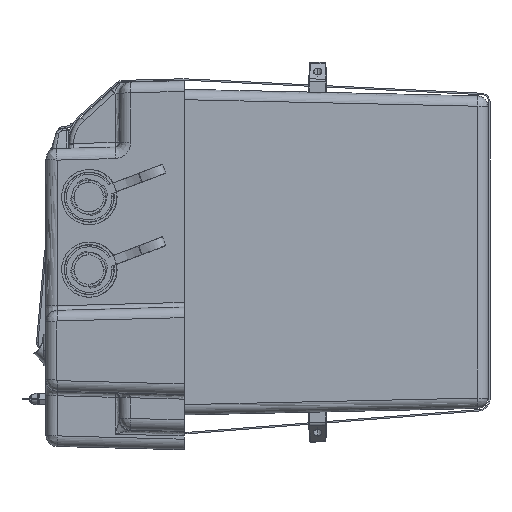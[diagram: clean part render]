
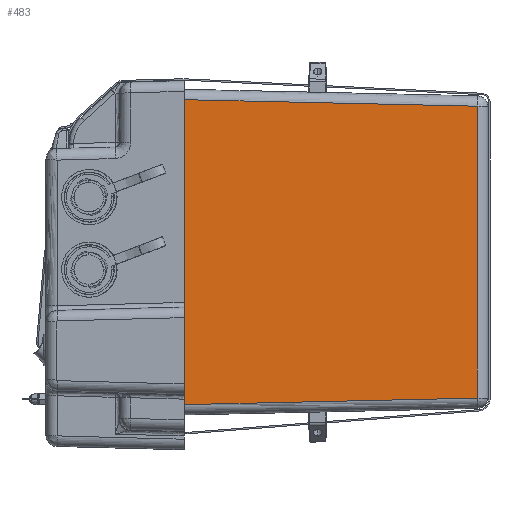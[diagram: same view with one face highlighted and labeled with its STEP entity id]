
A CAD part, left-side view. The second image highlights one B-rep face of the part: STEP entity #483.
In plain terms, the highlighted free-form (B-spline) face has degree [1, 1] with [2, 2] control points.
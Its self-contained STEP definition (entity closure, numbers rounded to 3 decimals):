
#483 = ADVANCED_FACE('',(#484),#514,.T.);
#484 = FACE_BOUND('',#485,.T.);
#485 = EDGE_LOOP('',(#486,#495,#502,#509));
#486 = ORIENTED_EDGE('',*,*,#487,.T.);
#487 = EDGE_CURVE('',#488,#490,#492,.T.);
#488 = VERTEX_POINT('',#489);
#489 = CARTESIAN_POINT('',(-218.883,-285.56,
    -122.681));
#490 = VERTEX_POINT('',#491);
#491 = CARTESIAN_POINT('',(-219.013,-285.56,
    122.692));
#492 = B_SPLINE_CURVE_WITH_KNOTS('',1,(#493,#494),.UNSPECIFIED.,.F.,.F.,
  (2,2),(-208.257,-7.015),.PIECEWISE_BEZIER_KNOTS.);
#493 = CARTESIAN_POINT('',(-218.883,-285.56,
    -122.681));
#494 = CARTESIAN_POINT('',(-219.013,-285.56,
    122.692));
#495 = ORIENTED_EDGE('',*,*,#496,.T.);
#496 = EDGE_CURVE('',#490,#497,#499,.T.);
#497 = VERTEX_POINT('',#498);
#498 = CARTESIAN_POINT('',(-226.158,0.,
    129.047));
#499 = B_SPLINE_CURVE_WITH_KNOTS('',1,(#500,#501),.UNSPECIFIED.,.F.,.F.,
  (2,2),(7.091,241.423),.PIECEWISE_BEZIER_KNOTS.);
#500 = CARTESIAN_POINT('',(-219.013,-285.56,
    122.692));
#501 = CARTESIAN_POINT('',(-226.158,0.,
    129.047));
#502 = ORIENTED_EDGE('',*,*,#503,.T.);
#503 = EDGE_CURVE('',#497,#504,#506,.T.);
#504 = VERTEX_POINT('',#505);
#505 = CARTESIAN_POINT('',(-226.022,0.,
    -129.036));
#506 = B_SPLINE_CURVE_WITH_KNOTS('',1,(#507,#508),.UNSPECIFIED.,.F.,.F.,
  (2,2),(1.801,213.466),.PIECEWISE_BEZIER_KNOTS.);
#507 = CARTESIAN_POINT('',(-226.158,0.,
    129.047));
#508 = CARTESIAN_POINT('',(-226.022,0.,
    -129.036));
#509 = ORIENTED_EDGE('',*,*,#510,.T.);
#510 = EDGE_CURVE('',#504,#488,#511,.T.);
#511 = B_SPLINE_CURVE_WITH_KNOTS('',1,(#512,#513),.UNSPECIFIED.,.F.,.F.,
  (2,2),(-246.554,-12.222),.PIECEWISE_BEZIER_KNOTS.);
#512 = CARTESIAN_POINT('',(-226.022,0.,
    -129.036));
#513 = CARTESIAN_POINT('',(-218.883,-285.56,
    -122.681));
#514 = B_SPLINE_SURFACE_WITH_KNOTS('',1,1,(
    (#515,#516)
    ,(#517,#518
    )),.UNSPECIFIED.,.F.,.F.,.F.,(2,2),(2,2),(-213.465,
    -1.8),(7.261,241.534),
  .PIECEWISE_BEZIER_KNOTS.);
#515 = CARTESIAN_POINT('',(-218.88,-285.56,
    -129.032));
#516 = CARTESIAN_POINT('',(-226.022,0.,
    -129.036));
#517 = CARTESIAN_POINT('',(-219.016,-285.56,
    129.051));
#518 = CARTESIAN_POINT('',(-226.158,0.,
    129.047));
